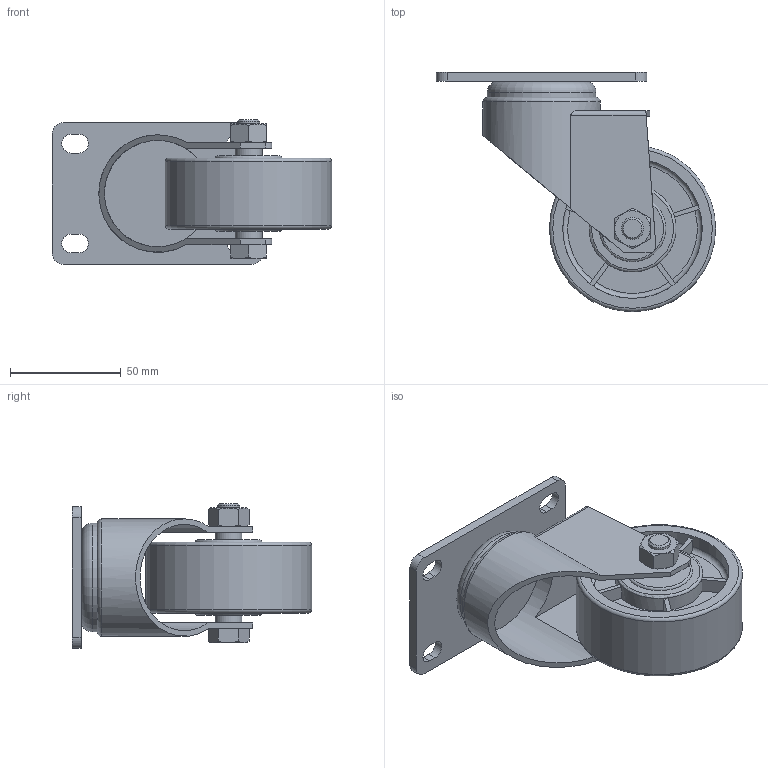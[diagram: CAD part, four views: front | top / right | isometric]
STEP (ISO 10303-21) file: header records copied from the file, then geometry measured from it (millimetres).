
FILE_DESCRIPTION(/* description */ (''),/* implementation_level */ '2;1');
FILE_NAME(/* name */ 'Castor.stp',/* time_stamp */ '2017-07-29T20:03:59-04:00',/* author */ ('rbgwelding'),/* organization */ ('TraceParts S.A.'),/* preprocessor_version */ 'ST-DEVELOPER v16.13',/* originating_system */ 'Autodesk Inventor 2018',/* authorisation */ '');
FILE_SCHEMA (('AUTOMOTIVE_DESIGN { 1 0 10303 214 3 1 1 }'));
Length unit declared in the file: millimetre
Products named in the file (4): castor_5013-25; castor_5013-25_01; castor_5013-25_02; castor_5013-25_03
Assembly tree (3 placements, depth 2):
  castor_5013-25
    castor_5013-25_01
    castor_5013-25_02
    castor_5013-25_03
Bounding box: 126 x 108 x 65.4 mm (x, y, z)
Volume: 175791.4 mm3; surface area: 69275.2 mm2
Topology: 4 solids, 5 shells, 166 faces, 417 edges, 269 vertices
Faces by surface type: plane 93, cylinder 34, cone 21, torus 18
Full cylindrical faces by diameter (mm): 10 x5, 12 x2, 25.5 x1, 28 x1, 39.2 x2, 48 x1, 49 x1, 53 x1, 63 x2, 75 x1
Entity records: 5124 total; most frequent: CARTESIAN_POINT 907, DIRECTION 852, ORIENTED_EDGE 760, EDGE_CURVE 380, AXIS2_PLACEMENT_3D 337, VERTEX_POINT 260, EDGE_LOOP 220, LINE 178
